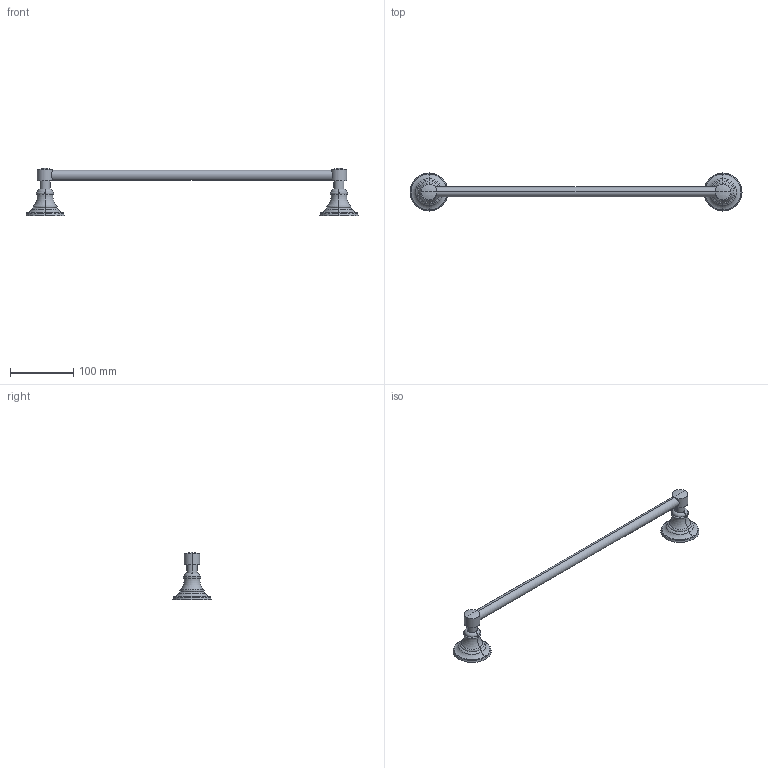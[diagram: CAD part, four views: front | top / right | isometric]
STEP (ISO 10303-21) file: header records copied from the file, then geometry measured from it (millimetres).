
FILE_DESCRIPTION((''),'2;1');
FILE_NAME('33-01_WEB','2010-07-28T',('pnmurthy'),(''),'PRO/ENGINEER BY PARAMETRIC TECHNOLOGY CORPORATION, 2009300','PRO/ENGINEER BY PARAMETRIC TECHNOLOGY CORPORATION, 2009300','');
FILE_SCHEMA(('CONFIG_CONTROL_DESIGN'));
Length unit declared in the file: inch
Products named in the file (1): 33-01_WEB
Bounding box: 523.06 x 60.07 x 74.24 mm (x, y, z)
Surface area: 46305.1 mm2 (no closed solid volume)
Topology: 0 solids, 11 shells, 72 faces, 200 edges, 128 vertices
Faces by surface type: torus 28, plane 14, cone 12, cylinder 10, bspline 8
Entity records: 3876 total; most frequent: CARTESIAN_POINT 2110, DIRECTION 380, ORIENTED_EDGE 320, EDGE_CURVE 196, AXIS2_PLACEMENT_3D 174, VERTEX_POINT 128, CIRCLE 110, EDGE_LOOP 72
